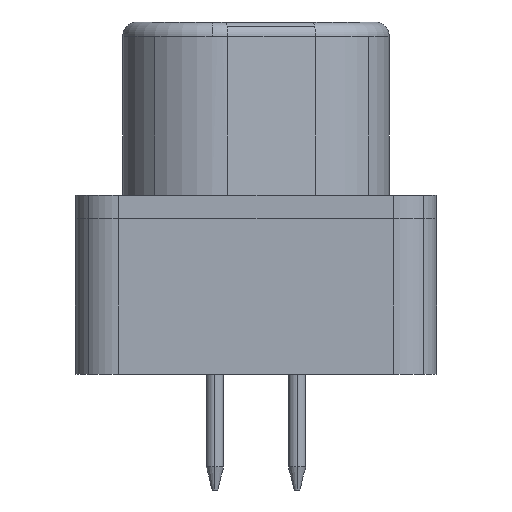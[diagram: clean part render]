
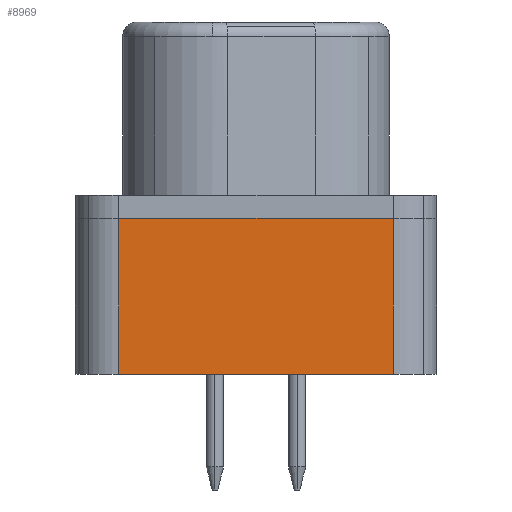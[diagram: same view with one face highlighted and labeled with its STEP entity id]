
A CAD part, left-side view. The second image highlights one B-rep face of the part: STEP entity #8969.
In plain terms, the highlighted planar face has unit normal (-1, 0, 0).
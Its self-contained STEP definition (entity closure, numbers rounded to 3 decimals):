
#8663=CARTESIAN_POINT('',(-26.6,-4.75,5.4));
#8664=VERTEX_POINT('',#8663);
#8672=CARTESIAN_POINT('',(-26.6,-4.75,0.));
#8673=VERTEX_POINT('',#8672);
#8674=CARTESIAN_POINT('',(-26.6,-4.75,5.4));
#8675=DIRECTION('',(0.0,0.0,-1.0));
#8676=VECTOR('',#8675,5.4);
#8677=LINE('',#8674,#8676);
#8678=EDGE_CURVE('',#8664,#8673,#8677,.T.);
#8939=CARTESIAN_POINT('',(-26.6,4.75,6.2));
#8940=DIRECTION('',(-1.0,0.0,0.0));
#8941=DIRECTION('',(0.0,0.0,-1.0));
#8942=AXIS2_PLACEMENT_3D('',#8939,#8940,#8941);
#8943=PLANE('',#8942);
#8944=CARTESIAN_POINT('',(-26.6,4.75,0.));
#8945=VERTEX_POINT('',#8944);
#8946=CARTESIAN_POINT('',(-26.6,4.75,0.));
#8947=DIRECTION('',(0.0,-1.0,0.0));
#8948=VECTOR('',#8947,9.5);
#8949=LINE('',#8946,#8948);
#8950=EDGE_CURVE('',#8945,#8673,#8949,.T.);
#8951=ORIENTED_EDGE('',*,*,#8950,.T.);
#8952=ORIENTED_EDGE('',*,*,#8678,.F.);
#8953=CARTESIAN_POINT('',(-26.6,4.75,5.4));
#8954=VERTEX_POINT('',#8953);
#8955=CARTESIAN_POINT('',(-26.6,4.75,5.4));
#8956=DIRECTION('',(0.0,-1.0,0.0));
#8957=VECTOR('',#8956,9.5);
#8958=LINE('',#8955,#8957);
#8959=EDGE_CURVE('',#8954,#8664,#8958,.T.);
#8960=ORIENTED_EDGE('',*,*,#8959,.F.);
#8961=CARTESIAN_POINT('',(-26.6,4.75,5.4));
#8962=DIRECTION('',(0.0,0.0,-1.0));
#8963=VECTOR('',#8962,5.4);
#8964=LINE('',#8961,#8963);
#8965=EDGE_CURVE('',#8954,#8945,#8964,.T.);
#8966=ORIENTED_EDGE('',*,*,#8965,.T.);
#8967=EDGE_LOOP('',(#8951,#8952,#8960,#8966));
#8968=FACE_OUTER_BOUND('',#8967,.T.);
#8969=ADVANCED_FACE('',(#8968),#8943,.T.);
